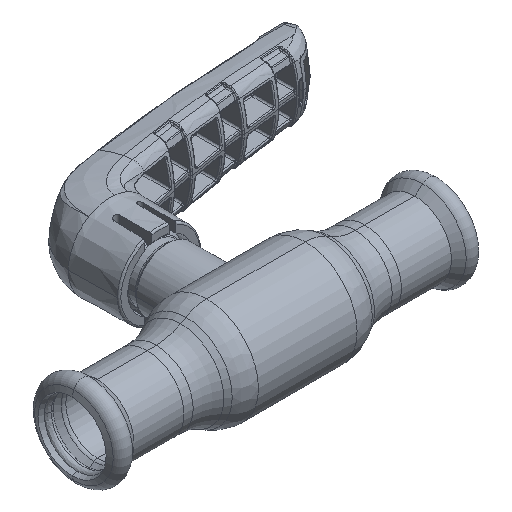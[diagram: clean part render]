
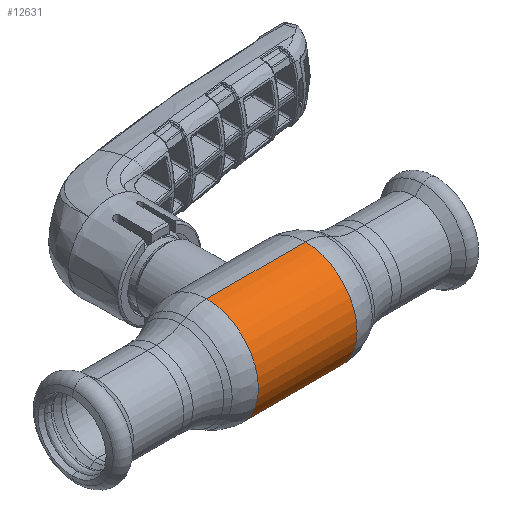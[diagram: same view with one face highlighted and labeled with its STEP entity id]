
A CAD part, isometric view. The second image highlights one B-rep face of the part: STEP entity #12631.
In plain terms, the highlighted cylindrical face has radius 15 mm (diameter 30 mm), a partial arc.
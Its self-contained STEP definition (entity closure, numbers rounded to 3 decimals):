
#202 = LINE ( 'NONE', #34163, #2588 ) ;
#1857 = EDGE_CURVE ( 'NONE', #15093, #47006, #58198, .T. ) ;
#2588 = VECTOR ( 'NONE', #38754, 1000. ) ;
#4020 = ORIENTED_EDGE ( 'NONE', *, *, #61435, .F. ) ;
#4068 = CARTESIAN_POINT ( 'NONE',  ( -14.285, 0., 0. ) ) ;
#6236 = DIRECTION ( 'NONE',  ( 0., 0., 1. ) ) ;
#6549 = CARTESIAN_POINT ( 'NONE',  ( 14.285, 0., 15. ) ) ;
#7841 = ORIENTED_EDGE ( 'NONE', *, *, #22270, .T. ) ;
#7972 = CYLINDRICAL_SURFACE ( 'NONE', #49881, 15. ) ;
#11524 = AXIS2_PLACEMENT_3D ( 'NONE', #4068, #49785, #29799 ) ;
#12631 = ADVANCED_FACE ( 'NONE', ( #47885 ), #7972, .T. ) ;
#13279 = ORIENTED_EDGE ( 'NONE', *, *, #1857, .F. ) ;
#15093 = VERTEX_POINT ( 'NONE', #26848 ) ;
#15478 = DIRECTION ( 'NONE',  ( 0., 0., 1. ) ) ;
#15696 = DIRECTION ( 'NONE',  ( -1., 0., 0. ) ) ;
#20712 = CARTESIAN_POINT ( 'NONE',  ( 14.285, 0., 0. ) ) ;
#22270 = EDGE_CURVE ( 'NONE', #45335, #36765, #28603, .T. ) ;
#26698 = VECTOR ( 'NONE', #34937, 1000. ) ;
#26848 = CARTESIAN_POINT ( 'NONE',  ( -14.285, 0., -15. ) ) ;
#28603 = CIRCLE ( 'NONE', #50905, 15. ) ;
#29439 = CARTESIAN_POINT ( 'NONE',  ( -62.69, 0., 15. ) ) ;
#29799 = DIRECTION ( 'NONE',  ( 0., 0., 1. ) ) ;
#31544 = ORIENTED_EDGE ( 'NONE', *, *, #47783, .T. ) ;
#33577 = CARTESIAN_POINT ( 'NONE',  ( 14.285, 0., -15. ) ) ;
#34163 = CARTESIAN_POINT ( 'NONE',  ( -62.69, 0., -15. ) ) ;
#34937 = DIRECTION ( 'NONE',  ( -1., 0., 0. ) ) ;
#36765 = VERTEX_POINT ( 'NONE', #6549 ) ;
#38424 = LINE ( 'NONE', #29439, #26698 ) ;
#38754 = DIRECTION ( 'NONE',  ( -1., 0., 0. ) ) ;
#39663 = CARTESIAN_POINT ( 'NONE',  ( -62.69, 0., 0. ) ) ;
#45335 = VERTEX_POINT ( 'NONE', #33577 ) ;
#47006 = VERTEX_POINT ( 'NONE', #56737 ) ;
#47783 = EDGE_CURVE ( 'NONE', #36765, #47006, #38424, .T. ) ;
#47885 = FACE_OUTER_BOUND ( 'NONE', #62827, .T. ) ;
#49785 = DIRECTION ( 'NONE',  ( -1., 0., 0. ) ) ;
#49881 = AXIS2_PLACEMENT_3D ( 'NONE', #39663, #55211, #6236 ) ;
#50905 = AXIS2_PLACEMENT_3D ( 'NONE', #20712, #15696, #15478 ) ;
#55211 = DIRECTION ( 'NONE',  ( -1., 0., 0. ) ) ;
#56737 = CARTESIAN_POINT ( 'NONE',  ( -14.285, 0., 15. ) ) ;
#58198 = CIRCLE ( 'NONE', #11524, 15. ) ;
#61435 = EDGE_CURVE ( 'NONE', #45335, #15093, #202, .T. ) ;
#62827 = EDGE_LOOP ( 'NONE', ( #4020, #7841, #31544, #13279 ) ) ;
